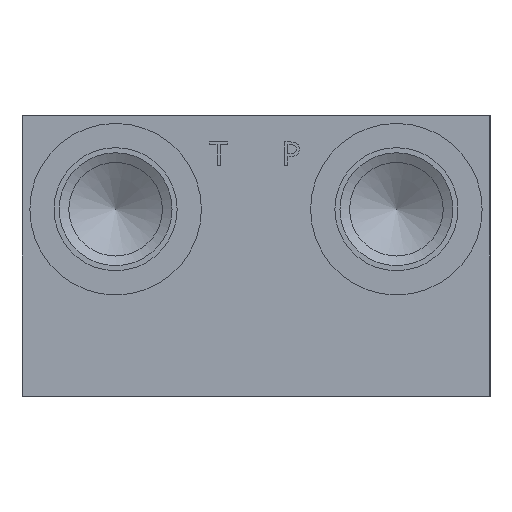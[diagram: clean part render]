
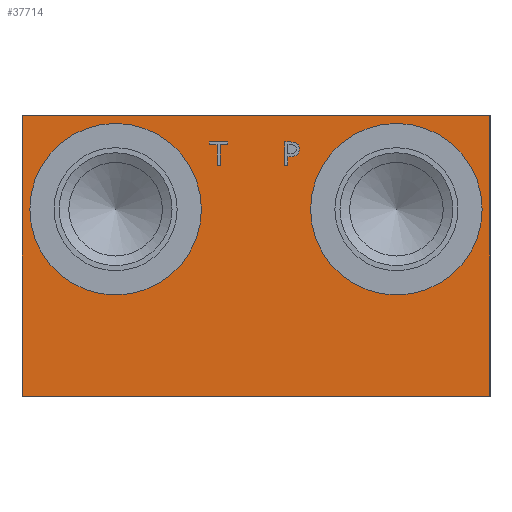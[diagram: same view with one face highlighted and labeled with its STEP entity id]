
A CAD part, left-side view. The second image highlights one B-rep face of the part: STEP entity #37714.
In plain terms, the highlighted planar face has unit normal (-1, 0, 0).
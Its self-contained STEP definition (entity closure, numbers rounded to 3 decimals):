
#506=CIRCLE('',#39571,23.279);
#507=CIRCLE('',#39572,23.279);
#508=CIRCLE('',#39573,23.279);
#509=CIRCLE('',#39574,23.279);
#1551=FACE_BOUND('',#6491,.T.);
#1552=FACE_BOUND('',#6492,.T.);
#1553=FACE_BOUND('',#6493,.T.);
#1554=FACE_BOUND('',#6494,.T.);
#2310=B_SPLINE_CURVE_WITH_KNOTS('',2,(#56503,#56504,#56505,#56506),
 .UNSPECIFIED.,.F.,.F.,(3,1,3),(0.,1.,2.),.UNSPECIFIED.);
#2312=B_SPLINE_CURVE_WITH_KNOTS('',2,(#56524,#56525,#56526,#56527),
 .UNSPECIFIED.,.F.,.F.,(3,1,3),(0.,1.,2.),.UNSPECIFIED.);
#2314=B_SPLINE_CURVE_WITH_KNOTS('',2,(#56573,#56574,#56575,#56576),
 .UNSPECIFIED.,.F.,.F.,(3,1,3),(0.,1.,2.),.UNSPECIFIED.);
#2316=B_SPLINE_CURVE_WITH_KNOTS('',2,(#56591,#56592,#56593,#56594),
 .UNSPECIFIED.,.F.,.F.,(3,1,3),(0.,1.,2.),.UNSPECIFIED.);
#4363=FACE_OUTER_BOUND('',#6490,.T.);
#6490=EDGE_LOOP('',(#27436,#27437,#27438,#27439));
#6491=EDGE_LOOP('',(#27440,#27441,#27442,#27443,#27444,#27445,#27446,#27447));
#6492=EDGE_LOOP('',(#27448,#27449));
#6493=EDGE_LOOP('',(#27450,#27451));
#6494=EDGE_LOOP('',(#27452,#27453,#27454,#27455,#27456,#27457,#27458,#27459,
#27460));
#8160=LINE('',#49759,#11358);
#8847=LINE('',#53413,#12045);
#9384=LINE('',#56353,#12582);
#9388=LINE('',#56361,#12586);
#9391=LINE('',#56367,#12589);
#9394=LINE('',#56373,#12592);
#9397=LINE('',#56379,#12595);
#9400=LINE('',#56385,#12598);
#9403=LINE('',#56391,#12601);
#9406=LINE('',#56396,#12604);
#9424=LINE('',#56536,#12622);
#9427=LINE('',#56542,#12625);
#9430=LINE('',#56548,#12628);
#9433=LINE('',#56554,#12631);
#9436=LINE('',#56560,#12634);
#9440=LINE('',#56602,#12638);
#9441=LINE('',#56603,#12639);
#11358=VECTOR('',#41578,10.);
#12045=VECTOR('',#42819,10.);
#12582=VECTOR('',#43730,10.);
#12586=VECTOR('',#43736,10.);
#12589=VECTOR('',#43741,10.);
#12592=VECTOR('',#43746,10.);
#12595=VECTOR('',#43751,10.);
#12598=VECTOR('',#43756,10.);
#12601=VECTOR('',#43761,10.);
#12604=VECTOR('',#43766,10.);
#12622=VECTOR('',#43794,10.);
#12625=VECTOR('',#43799,10.);
#12628=VECTOR('',#43804,10.);
#12631=VECTOR('',#43809,10.);
#12634=VECTOR('',#43814,10.);
#12638=VECTOR('',#43822,10.);
#12639=VECTOR('',#43823,10.);
#14547=VERTEX_POINT('',#49755);
#14549=VERTEX_POINT('',#49758);
#15223=VERTEX_POINT('',#53412);
#15742=VERTEX_POINT('',#56351);
#15743=VERTEX_POINT('',#56352);
#15746=VERTEX_POINT('',#56360);
#15748=VERTEX_POINT('',#56366);
#15750=VERTEX_POINT('',#56372);
#15752=VERTEX_POINT('',#56378);
#15754=VERTEX_POINT('',#56384);
#15756=VERTEX_POINT('',#56390);
#15772=VERTEX_POINT('',#56501);
#15773=VERTEX_POINT('',#56502);
#15776=VERTEX_POINT('',#56523);
#15778=VERTEX_POINT('',#56535);
#15780=VERTEX_POINT('',#56541);
#15782=VERTEX_POINT('',#56547);
#15784=VERTEX_POINT('',#56553);
#15786=VERTEX_POINT('',#56559);
#15788=VERTEX_POINT('',#56572);
#15790=VERTEX_POINT('',#56601);
#15791=VERTEX_POINT('',#56604);
#15792=VERTEX_POINT('',#56605);
#15793=VERTEX_POINT('',#56608);
#15794=VERTEX_POINT('',#56609);
#18374=EDGE_CURVE('',#14549,#14547,#8160,.T.);
#19361=EDGE_CURVE('',#14549,#15223,#8847,.T.);
#20130=EDGE_CURVE('',#15742,#15743,#9384,.T.);
#20134=EDGE_CURVE('',#15746,#15742,#9388,.T.);
#20137=EDGE_CURVE('',#15748,#15746,#9391,.T.);
#20140=EDGE_CURVE('',#15750,#15748,#9394,.T.);
#20143=EDGE_CURVE('',#15752,#15750,#9397,.T.);
#20146=EDGE_CURVE('',#15754,#15752,#9400,.T.);
#20149=EDGE_CURVE('',#15756,#15754,#9403,.T.);
#20152=EDGE_CURVE('',#15743,#15756,#9406,.T.);
#20175=EDGE_CURVE('',#15772,#15773,#2310,.T.);
#20179=EDGE_CURVE('',#15776,#15772,#2312,.T.);
#20182=EDGE_CURVE('',#15778,#15776,#9424,.T.);
#20185=EDGE_CURVE('',#15780,#15778,#9427,.T.);
#20188=EDGE_CURVE('',#15782,#15780,#9430,.T.);
#20191=EDGE_CURVE('',#15784,#15782,#9433,.T.);
#20194=EDGE_CURVE('',#15786,#15784,#9436,.T.);
#20197=EDGE_CURVE('',#15788,#15786,#2314,.T.);
#20200=EDGE_CURVE('',#15773,#15788,#2316,.T.);
#20202=EDGE_CURVE('',#14547,#15790,#9440,.T.);
#20203=EDGE_CURVE('',#15223,#15790,#9441,.T.);
#20204=EDGE_CURVE('',#15791,#15792,#506,.T.);
#20205=EDGE_CURVE('',#15792,#15791,#507,.T.);
#20206=EDGE_CURVE('',#15793,#15794,#508,.T.);
#20207=EDGE_CURVE('',#15794,#15793,#509,.T.);
#27436=ORIENTED_EDGE('',*,*,#18374,.T.);
#27437=ORIENTED_EDGE('',*,*,#20202,.T.);
#27438=ORIENTED_EDGE('',*,*,#20203,.F.);
#27439=ORIENTED_EDGE('',*,*,#19361,.F.);
#27440=ORIENTED_EDGE('',*,*,#20130,.T.);
#27441=ORIENTED_EDGE('',*,*,#20152,.T.);
#27442=ORIENTED_EDGE('',*,*,#20149,.T.);
#27443=ORIENTED_EDGE('',*,*,#20146,.T.);
#27444=ORIENTED_EDGE('',*,*,#20143,.T.);
#27445=ORIENTED_EDGE('',*,*,#20140,.T.);
#27446=ORIENTED_EDGE('',*,*,#20137,.T.);
#27447=ORIENTED_EDGE('',*,*,#20134,.T.);
#27448=ORIENTED_EDGE('',*,*,#20204,.T.);
#27449=ORIENTED_EDGE('',*,*,#20205,.T.);
#27450=ORIENTED_EDGE('',*,*,#20206,.T.);
#27451=ORIENTED_EDGE('',*,*,#20207,.T.);
#27452=ORIENTED_EDGE('',*,*,#20175,.T.);
#27453=ORIENTED_EDGE('',*,*,#20200,.T.);
#27454=ORIENTED_EDGE('',*,*,#20197,.T.);
#27455=ORIENTED_EDGE('',*,*,#20194,.T.);
#27456=ORIENTED_EDGE('',*,*,#20191,.T.);
#27457=ORIENTED_EDGE('',*,*,#20188,.T.);
#27458=ORIENTED_EDGE('',*,*,#20185,.T.);
#27459=ORIENTED_EDGE('',*,*,#20182,.T.);
#27460=ORIENTED_EDGE('',*,*,#20179,.T.);
#35077=PLANE('',#39570);
#37714=ADVANCED_FACE('',(#4363,#1551,#1552,#1553,#1554),#35077,.T.);
#39570=AXIS2_PLACEMENT_3D('',#56600,#43820,#43821);
#39571=AXIS2_PLACEMENT_3D('',#56606,#43824,#43825);
#39572=AXIS2_PLACEMENT_3D('',#56607,#43826,#43827);
#39573=AXIS2_PLACEMENT_3D('',#56610,#43828,#43829);
#39574=AXIS2_PLACEMENT_3D('',#56611,#43830,#43831);
#41578=DIRECTION('',(0.,-1.,0.));
#42819=DIRECTION('',(0.,0.,1.));
#43730=DIRECTION('',(0.,1.,0.));
#43736=DIRECTION('',(0.,0.,-1.));
#43741=DIRECTION('',(0.,1.,0.));
#43746=DIRECTION('',(0.,0.,-1.));
#43751=DIRECTION('',(0.,-1.,0.));
#43756=DIRECTION('',(0.,0.,1.));
#43761=DIRECTION('',(0.,1.,0.));
#43766=DIRECTION('',(0.,0.,1.));
#43794=DIRECTION('',(0.,-1.,0.));
#43799=DIRECTION('',(0.,0.,1.));
#43804=DIRECTION('',(0.,1.,0.));
#43809=DIRECTION('',(0.,0.,-1.));
#43814=DIRECTION('',(0.,1.,0.));
#43820=DIRECTION('center_axis',(-1.,0.,0.));
#43821=DIRECTION('ref_axis',(0.,-1.,0.));
#43822=DIRECTION('',(0.,0.,1.));
#43823=DIRECTION('',(0.,-1.,0.));
#43824=DIRECTION('center_axis',(1.,0.,0.));
#43825=DIRECTION('ref_axis',(0.,0.,1.));
#43826=DIRECTION('center_axis',(1.,0.,0.));
#43827=DIRECTION('ref_axis',(0.,0.,1.));
#43828=DIRECTION('center_axis',(1.,0.,0.));
#43829=DIRECTION('ref_axis',(0.,0.,1.));
#43830=DIRECTION('center_axis',(1.,0.,0.));
#43831=DIRECTION('ref_axis',(0.,0.,1.));
#49755=CARTESIAN_POINT('',(0.,0.,0.));
#49758=CARTESIAN_POINT('',(0.,127.,0.));
#49759=CARTESIAN_POINT('',(0.,127.,0.));
#53412=CARTESIAN_POINT('',(0.,127.,76.2));
#53413=CARTESIAN_POINT('',(0.,127.,0.));
#56351=CARTESIAN_POINT('',(0.,73.231,62.706));
#56352=CARTESIAN_POINT('',(0.,74.075,62.706));
#56353=CARTESIAN_POINT('',(0.,100.115,62.706));
#56360=CARTESIAN_POINT('',(0.,73.231,68.305));
#56361=CARTESIAN_POINT('',(0.,73.231,34.152));
#56366=CARTESIAN_POINT('',(0.,71.1,68.305));
#56367=CARTESIAN_POINT('',(0.,99.05,68.305));
#56372=CARTESIAN_POINT('',(0.,71.1,69.056));
#56373=CARTESIAN_POINT('',(0.,71.1,34.528));
#56378=CARTESIAN_POINT('',(0.,76.205,69.056));
#56379=CARTESIAN_POINT('',(0.,101.603,69.056));
#56384=CARTESIAN_POINT('',(0.,76.205,68.305));
#56385=CARTESIAN_POINT('',(0.,76.205,34.152));
#56390=CARTESIAN_POINT('',(0.,74.075,68.305));
#56391=CARTESIAN_POINT('',(0.,100.537,68.305));
#56396=CARTESIAN_POINT('',(0.,74.075,31.353));
#56501=CARTESIAN_POINT('',(0.,52.456,68.66));
#56502=CARTESIAN_POINT('',(0.,51.699,67.142));
#56503=CARTESIAN_POINT('Ctrl Pts',(0.,52.456,68.66));
#56504=CARTESIAN_POINT('Ctrl Pts',(0.,52.101,68.418));
#56505=CARTESIAN_POINT('Ctrl Pts',(0.,51.699,67.672));
#56506=CARTESIAN_POINT('Ctrl Pts',(0.,51.699,67.142));
#56523=CARTESIAN_POINT('',(0.,54.118,69.056));
#56524=CARTESIAN_POINT('Ctrl Pts',(0.,54.118,69.056));
#56525=CARTESIAN_POINT('Ctrl Pts',(0.,53.552,69.056));
#56526=CARTESIAN_POINT('Ctrl Pts',(0.,52.759,68.871));
#56527=CARTESIAN_POINT('Ctrl Pts',(0.,52.456,68.66));
#56535=CARTESIAN_POINT('',(0.,55.713,69.056));
#56536=CARTESIAN_POINT('',(0.,91.357,69.056));
#56541=CARTESIAN_POINT('',(0.,55.713,62.706));
#56542=CARTESIAN_POINT('',(0.,55.713,31.353));
#56547=CARTESIAN_POINT('',(0.,54.869,62.706));
#56548=CARTESIAN_POINT('',(0.,90.935,62.706));
#56553=CARTESIAN_POINT('',(0.,54.869,65.073));
#56554=CARTESIAN_POINT('',(0.,54.869,32.537));
#56559=CARTESIAN_POINT('',(0.,54.154,65.073));
#56560=CARTESIAN_POINT('',(0.,90.577,65.073));
#56572=CARTESIAN_POINT('',(0.,52.255,65.732));
#56573=CARTESIAN_POINT('Ctrl Pts',(0.,52.255,65.732));
#56574=CARTESIAN_POINT('Ctrl Pts',(0.,52.584,65.408));
#56575=CARTESIAN_POINT('Ctrl Pts',(0.,53.475,65.073));
#56576=CARTESIAN_POINT('Ctrl Pts',(0.,54.154,65.073));
#56591=CARTESIAN_POINT('Ctrl Pts',(0.,51.699,67.142));
#56592=CARTESIAN_POINT('Ctrl Pts',(0.,51.699,66.73));
#56593=CARTESIAN_POINT('Ctrl Pts',(0.,51.993,65.989));
#56594=CARTESIAN_POINT('Ctrl Pts',(0.,52.255,65.732));
#56600=CARTESIAN_POINT('Origin',(0.,127.,0.));
#56601=CARTESIAN_POINT('',(0.,0.,76.2));
#56602=CARTESIAN_POINT('',(0.,0.,0.));
#56603=CARTESIAN_POINT('',(0.,127.,76.2));
#56604=CARTESIAN_POINT('',(0.,25.4,74.079));
#56605=CARTESIAN_POINT('',(0.,25.4,27.521));
#56606=CARTESIAN_POINT('Origin',(0.,25.4,50.8));
#56607=CARTESIAN_POINT('Origin',(0.,25.4,50.8));
#56608=CARTESIAN_POINT('',(0.,101.6,74.079));
#56609=CARTESIAN_POINT('',(0.,101.6,27.521));
#56610=CARTESIAN_POINT('Origin',(0.,101.6,50.8));
#56611=CARTESIAN_POINT('Origin',(0.,101.6,50.8));
